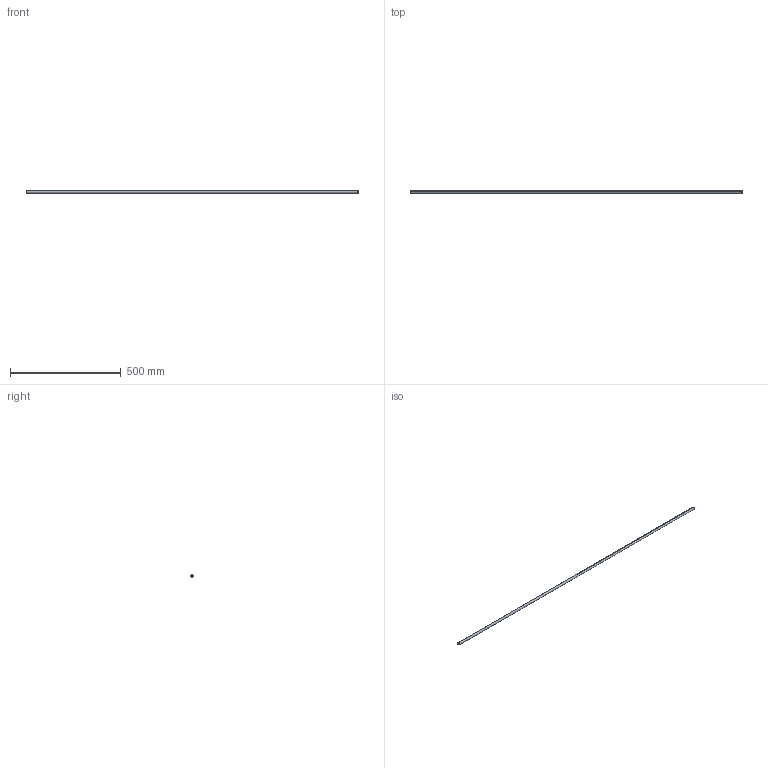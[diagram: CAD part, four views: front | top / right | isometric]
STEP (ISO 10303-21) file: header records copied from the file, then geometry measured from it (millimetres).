
FILE_DESCRIPTION(('HOOPS Exchange Step'),'2;1');
FILE_NAME('export-C2B702EE-3D5A-461B-BBE7-C2CA17B46DEA.stp','2024-05-19T11:19:07+02:00',('Engineering'),('Alibre'),'HOOPS Exchange 2023.0','Alibre','Unknown authorisation');
FILE_SCHEMA( ('AP242_MANAGED_MODEL_BASED_3D_ENGINEERING_MIM_LF {1 0 10303 442 1 1 4 }') );
Length unit declared in the file: millimetre
Products named in the file (2): 6857-1 HIWIN T7 Ballscrew 12mm Diameter 5mm Pitch L=1500mm; 6857 HIWIN T7 Ballscrew 12mm Diameter 5mm Pitch L=1500mm
Assembly tree (1 placements, depth 2):
  6857 HIWIN T7 Ballscrew 12mm Diameter 5mm Pitch L=1500mm
    6857-1 HIWIN T7 Ballscrew 12mm Diameter 5mm Pitch L=1500mm
Bounding box: 1500 x 11.7 x 11.7 mm (x, y, z)
Volume: 161262.4 mm3; surface area: 55330.4 mm2
Topology: 1 solids, 1 shells, 71 faces, 191 edges, 126 vertices
Faces by surface type: plane 65, cone 4, cylinder 2
Entity records: 2380 total; most frequent: CARTESIAN_POINT 392, ORIENTED_EDGE 382, DIRECTION 349, EDGE_CURVE 191, VECTOR 183, LINE 183, VERTEX_POINT 126, AXIS2_PLACEMENT_3D 83
